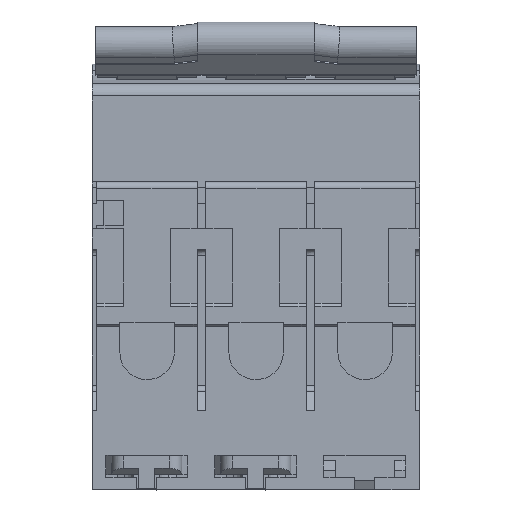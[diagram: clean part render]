
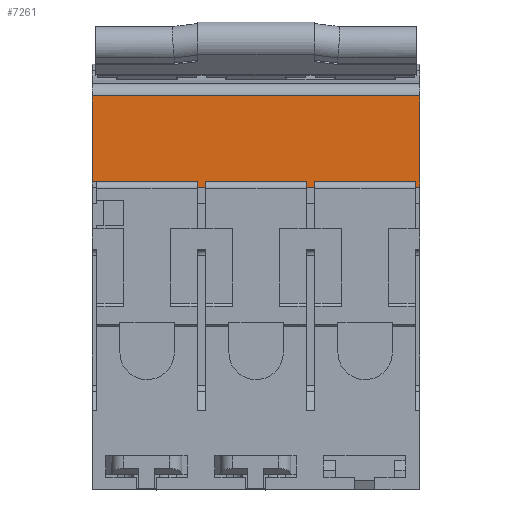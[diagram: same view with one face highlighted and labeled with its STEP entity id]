
A CAD part, front view. The second image highlights one B-rep face of the part: STEP entity #7261.
In plain terms, the highlighted planar face has unit normal (0, -1, 0).
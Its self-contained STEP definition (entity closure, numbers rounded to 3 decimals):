
#7166=AXIS2_PLACEMENT_3D('Plane Axis2P3D',#7163,#7164,#7165) ;
#1289=CARTESIAN_POINT('Line Origine',(52.8,21.85,56.678)) ;
#1293=CARTESIAN_POINT('Vertex',(52.8,21.85,63.618)) ;
#1295=CARTESIAN_POINT('Vertex',(52.8,21.85,49.739)) ;
#1298=CARTESIAN_POINT('Line Origine',(52.8,21.85,49.3)) ;
#1302=CARTESIAN_POINT('Vertex',(52.8,21.85,48.861)) ;
#2525=CARTESIAN_POINT('Vertex',(0.,21.85,49.739)) ;
#2528=CARTESIAN_POINT('Line Origine',(0.,21.85,56.678)) ;
#2532=CARTESIAN_POINT('Vertex',(0.,21.85,63.618)) ;
#4018=CARTESIAN_POINT('Line Origine',(9.41,21.85,63.618)) ;
#7143=CARTESIAN_POINT('Line Origine',(52.45,21.85,48.861)) ;
#7147=CARTESIAN_POINT('Vertex',(52.1,21.85,48.861)) ;
#7163=CARTESIAN_POINT('Axis2P3D Location',(0.,21.85,63.618)) ;
#7168=CARTESIAN_POINT('Line Origine',(18.3,21.85,49.3)) ;
#7172=CARTESIAN_POINT('Vertex',(18.3,21.85,49.739)) ;
#7174=CARTESIAN_POINT('Vertex',(18.3,21.85,48.861)) ;
#7177=CARTESIAN_POINT('Line Origine',(26.4,21.85,49.739)) ;
#7181=CARTESIAN_POINT('Vertex',(34.5,21.85,49.739)) ;
#7184=CARTESIAN_POINT('Line Origine',(34.5,21.85,49.3)) ;
#7188=CARTESIAN_POINT('Vertex',(34.5,21.85,48.861)) ;
#7191=CARTESIAN_POINT('Line Origine',(35.2,21.85,48.861)) ;
#7195=CARTESIAN_POINT('Vertex',(35.9,21.85,48.861)) ;
#7198=CARTESIAN_POINT('Line Origine',(35.9,21.85,49.3)) ;
#7202=CARTESIAN_POINT('Vertex',(35.9,21.85,49.739)) ;
#7205=CARTESIAN_POINT('Line Origine',(44.,21.85,49.739)) ;
#7209=CARTESIAN_POINT('Vertex',(52.1,21.85,49.739)) ;
#7212=CARTESIAN_POINT('Line Origine',(52.1,21.85,49.3)) ;
#7217=CARTESIAN_POINT('Line Origine',(0.35,21.85,49.739)) ;
#7221=CARTESIAN_POINT('Vertex',(0.7,21.85,49.739)) ;
#7224=CARTESIAN_POINT('Line Origine',(8.8,21.85,49.739)) ;
#7228=CARTESIAN_POINT('Vertex',(16.9,21.85,49.739)) ;
#7231=CARTESIAN_POINT('Line Origine',(16.9,21.85,49.3)) ;
#7235=CARTESIAN_POINT('Vertex',(16.9,21.85,48.861)) ;
#7238=CARTESIAN_POINT('Line Origine',(17.6,21.85,48.861)) ;
#1290=DIRECTION('Vector Direction',(0.,0.,-1.)) ;
#1299=DIRECTION('Vector Direction',(0.,0.,1.)) ;
#2529=DIRECTION('Vector Direction',(0.,0.,-1.)) ;
#4019=DIRECTION('Vector Direction',(-1.,0.,0.)) ;
#7144=DIRECTION('Vector Direction',(-1.,0.,0.)) ;
#7164=DIRECTION('Axis2P3D Direction',(0.,-1.,0.)) ;
#7165=DIRECTION('Axis2P3D XDirection',(0.,0.,-1.)) ;
#7169=DIRECTION('Vector Direction',(0.,0.,-1.)) ;
#7178=DIRECTION('Vector Direction',(1.,0.,0.)) ;
#7185=DIRECTION('Vector Direction',(0.,0.,-1.)) ;
#7192=DIRECTION('Vector Direction',(1.,0.,0.)) ;
#7199=DIRECTION('Vector Direction',(0.,0.,-1.)) ;
#7206=DIRECTION('Vector Direction',(1.,0.,0.)) ;
#7213=DIRECTION('Vector Direction',(0.,0.,-1.)) ;
#7218=DIRECTION('Vector Direction',(1.,0.,0.)) ;
#7225=DIRECTION('Vector Direction',(1.,0.,0.)) ;
#7232=DIRECTION('Vector Direction',(0.,0.,-1.)) ;
#7239=DIRECTION('Vector Direction',(1.,0.,0.)) ;
#1291=VECTOR('Line Direction',#1290,1.) ;
#1300=VECTOR('Line Direction',#1299,1.) ;
#2530=VECTOR('Line Direction',#2529,1.) ;
#4020=VECTOR('Line Direction',#4019,1.) ;
#7145=VECTOR('Line Direction',#7144,1.) ;
#7170=VECTOR('Line Direction',#7169,1.) ;
#7179=VECTOR('Line Direction',#7178,1.) ;
#7186=VECTOR('Line Direction',#7185,1.) ;
#7193=VECTOR('Line Direction',#7192,1.) ;
#7200=VECTOR('Line Direction',#7199,1.) ;
#7207=VECTOR('Line Direction',#7206,1.) ;
#7214=VECTOR('Line Direction',#7213,1.) ;
#7219=VECTOR('Line Direction',#7218,1.) ;
#7226=VECTOR('Line Direction',#7225,1.) ;
#7233=VECTOR('Line Direction',#7232,1.) ;
#7240=VECTOR('Line Direction',#7239,1.) ;
#7244=ORIENTED_EDGE('',*,*,#7176,.F.) ;
#7245=ORIENTED_EDGE('',*,*,#7183,.T.) ;
#7246=ORIENTED_EDGE('',*,*,#7190,.F.) ;
#7247=ORIENTED_EDGE('',*,*,#7197,.F.) ;
#7248=ORIENTED_EDGE('',*,*,#7204,.F.) ;
#7249=ORIENTED_EDGE('',*,*,#7211,.T.) ;
#7250=ORIENTED_EDGE('',*,*,#7216,.F.) ;
#7251=ORIENTED_EDGE('',*,*,#7149,.F.) ;
#7252=ORIENTED_EDGE('',*,*,#1304,.F.) ;
#7253=ORIENTED_EDGE('',*,*,#1297,.F.) ;
#7254=ORIENTED_EDGE('',*,*,#4022,.F.) ;
#7255=ORIENTED_EDGE('',*,*,#2534,.T.) ;
#7256=ORIENTED_EDGE('',*,*,#7223,.T.) ;
#7257=ORIENTED_EDGE('',*,*,#7230,.T.) ;
#7258=ORIENTED_EDGE('',*,*,#7237,.F.) ;
#7259=ORIENTED_EDGE('',*,*,#7242,.T.) ;
#7261=ADVANCED_FACE('MCB',(#7260),#7167,.T.) ;
#1297=EDGE_CURVE('',#1294,#1296,#1292,.T.) ;
#1304=EDGE_CURVE('',#1296,#1303,#1301,.F.) ;
#2534=EDGE_CURVE('',#2533,#2526,#2531,.T.) ;
#4022=EDGE_CURVE('',#2533,#1294,#4021,.F.) ;
#7149=EDGE_CURVE('',#1303,#7148,#7146,.T.) ;
#7176=EDGE_CURVE('',#7173,#7175,#7171,.T.) ;
#7183=EDGE_CURVE('',#7173,#7182,#7180,.T.) ;
#7190=EDGE_CURVE('',#7189,#7182,#7187,.F.) ;
#7197=EDGE_CURVE('',#7196,#7189,#7194,.F.) ;
#7204=EDGE_CURVE('',#7203,#7196,#7201,.T.) ;
#7211=EDGE_CURVE('',#7203,#7210,#7208,.T.) ;
#7216=EDGE_CURVE('',#7148,#7210,#7215,.F.) ;
#7223=EDGE_CURVE('',#2526,#7222,#7220,.T.) ;
#7230=EDGE_CURVE('',#7222,#7229,#7227,.T.) ;
#7237=EDGE_CURVE('',#7236,#7229,#7234,.F.) ;
#7242=EDGE_CURVE('',#7236,#7175,#7241,.T.) ;
#7243=EDGE_LOOP('',(#7244,#7245,#7246,#7247,#7248,#7249,#7250,#7251,#7252,#7253,#7254,#7255,#7256,#7257,#7258,#7259)) ;
#7260=FACE_OUTER_BOUND('',#7243,.T.) ;
#1292=LINE('Line',#1289,#1291) ;
#1301=LINE('Line',#1298,#1300) ;
#2531=LINE('Line',#2528,#2530) ;
#4021=LINE('Line',#4018,#4020) ;
#7146=LINE('Line',#7143,#7145) ;
#7171=LINE('Line',#7168,#7170) ;
#7180=LINE('Line',#7177,#7179) ;
#7187=LINE('Line',#7184,#7186) ;
#7194=LINE('Line',#7191,#7193) ;
#7201=LINE('Line',#7198,#7200) ;
#7208=LINE('Line',#7205,#7207) ;
#7215=LINE('Line',#7212,#7214) ;
#7220=LINE('Line',#7217,#7219) ;
#7227=LINE('Line',#7224,#7226) ;
#7234=LINE('Line',#7231,#7233) ;
#7241=LINE('Line',#7238,#7240) ;
#7167=PLANE('',#7166) ;
#1294=VERTEX_POINT('',#1293) ;
#1296=VERTEX_POINT('',#1295) ;
#1303=VERTEX_POINT('',#1302) ;
#2526=VERTEX_POINT('',#2525) ;
#2533=VERTEX_POINT('',#2532) ;
#7148=VERTEX_POINT('',#7147) ;
#7173=VERTEX_POINT('',#7172) ;
#7175=VERTEX_POINT('',#7174) ;
#7182=VERTEX_POINT('',#7181) ;
#7189=VERTEX_POINT('',#7188) ;
#7196=VERTEX_POINT('',#7195) ;
#7203=VERTEX_POINT('',#7202) ;
#7210=VERTEX_POINT('',#7209) ;
#7222=VERTEX_POINT('',#7221) ;
#7229=VERTEX_POINT('',#7228) ;
#7236=VERTEX_POINT('',#7235) ;
